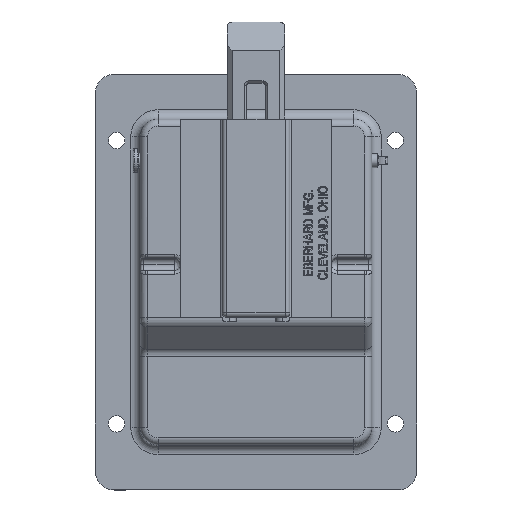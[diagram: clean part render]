
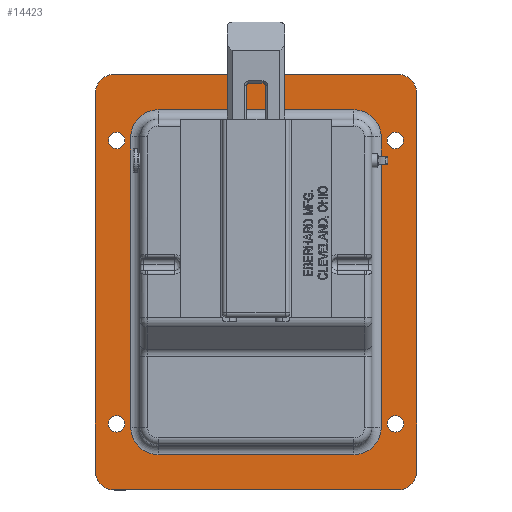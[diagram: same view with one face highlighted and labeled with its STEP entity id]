
A CAD part, top view. The second image highlights one B-rep face of the part: STEP entity #14423.
In plain terms, the highlighted planar face has unit normal (0, 0, 1).
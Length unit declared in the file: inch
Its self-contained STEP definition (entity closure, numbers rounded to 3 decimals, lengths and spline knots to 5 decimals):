
#63=FACE_BOUND('',#1974,.T.);
#64=FACE_BOUND('',#1975,.T.);
#65=FACE_BOUND('',#1976,.T.);
#66=FACE_BOUND('',#1977,.T.);
#67=FACE_BOUND('',#1978,.T.);
#274=PLANE('',#15288);
#794=CIRCLE('',#15243,0.109);
#796=CIRCLE('',#15246,0.109);
#798=CIRCLE('',#15249,0.109);
#800=CIRCLE('',#15252,0.109);
#805=CIRCLE('',#15259,0.3603);
#809=CIRCLE('',#15265,0.3603);
#813=CIRCLE('',#15271,0.3603);
#816=CIRCLE('',#15276,0.3603);
#824=CIRCLE('',#15289,0.25);
#825=CIRCLE('',#15290,0.25);
#826=CIRCLE('',#15291,0.25);
#827=CIRCLE('',#15292,0.25);
#1184=FACE_OUTER_BOUND('',#1973,.T.);
#1973=EDGE_LOOP('',(#9556,#9557,#9558,#9559,#9560,#9561,#9562,#9563));
#1974=EDGE_LOOP('',(#9564));
#1975=EDGE_LOOP('',(#9565));
#1976=EDGE_LOOP('',(#9566));
#1977=EDGE_LOOP('',(#9567));
#1978=EDGE_LOOP('',(#9568,#9569,#9570,#9571,#9572,#9573,#9574,#9575));
#2820=LINE('',#22065,#4201);
#2823=LINE('',#22080,#4204);
#2825=LINE('',#22092,#4206);
#2827=LINE('',#22104,#4208);
#2839=LINE('',#22149,#4220);
#2840=LINE('',#22153,#4221);
#2841=LINE('',#22157,#4222);
#2842=LINE('',#22160,#4223);
#4201=VECTOR('',#16422,0.3937);
#4204=VECTOR('',#16439,0.3937);
#4206=VECTOR('',#16453,0.3937);
#4208=VECTOR('',#16467,0.3937);
#4220=VECTOR('',#16511,0.3937);
#4221=VECTOR('',#16514,0.3937);
#4222=VECTOR('',#16517,0.3937);
#4223=VECTOR('',#16520,0.3937);
#5941=VERTEX_POINT('',#22039);
#5943=VERTEX_POINT('',#22045);
#5945=VERTEX_POINT('',#22051);
#5947=VERTEX_POINT('',#22057);
#5949=VERTEX_POINT('',#22062);
#5950=VERTEX_POINT('',#22064);
#5952=VERTEX_POINT('',#22070);
#5954=VERTEX_POINT('',#22076);
#5956=VERTEX_POINT('',#22082);
#5958=VERTEX_POINT('',#22088);
#5960=VERTEX_POINT('',#22094);
#5962=VERTEX_POINT('',#22100);
#5978=VERTEX_POINT('',#22145);
#5979=VERTEX_POINT('',#22146);
#5980=VERTEX_POINT('',#22148);
#5981=VERTEX_POINT('',#22150);
#5982=VERTEX_POINT('',#22152);
#5983=VERTEX_POINT('',#22154);
#5984=VERTEX_POINT('',#22156);
#5985=VERTEX_POINT('',#22158);
#7315=EDGE_CURVE('',#5941,#5941,#794,.T.);
#7318=EDGE_CURVE('',#5943,#5943,#796,.T.);
#7321=EDGE_CURVE('',#5945,#5945,#798,.T.);
#7324=EDGE_CURVE('',#5947,#5947,#800,.T.);
#7326=EDGE_CURVE('',#5949,#5950,#2820,.T.);
#7331=EDGE_CURVE('',#5950,#5952,#805,.T.);
#7334=EDGE_CURVE('',#5952,#5954,#2823,.T.);
#7337=EDGE_CURVE('',#5954,#5956,#809,.T.);
#7340=EDGE_CURVE('',#5956,#5958,#2825,.T.);
#7343=EDGE_CURVE('',#5958,#5960,#813,.T.);
#7346=EDGE_CURVE('',#5960,#5962,#2827,.T.);
#7348=EDGE_CURVE('',#5962,#5949,#816,.T.);
#7367=EDGE_CURVE('',#5978,#5979,#824,.T.);
#7368=EDGE_CURVE('',#5980,#5978,#2839,.T.);
#7369=EDGE_CURVE('',#5981,#5980,#825,.T.);
#7370=EDGE_CURVE('',#5982,#5981,#2840,.T.);
#7371=EDGE_CURVE('',#5983,#5982,#826,.T.);
#7372=EDGE_CURVE('',#5984,#5983,#2841,.T.);
#7373=EDGE_CURVE('',#5985,#5984,#827,.T.);
#7374=EDGE_CURVE('',#5979,#5985,#2842,.T.);
#9556=ORIENTED_EDGE('',*,*,#7367,.F.);
#9557=ORIENTED_EDGE('',*,*,#7368,.F.);
#9558=ORIENTED_EDGE('',*,*,#7369,.F.);
#9559=ORIENTED_EDGE('',*,*,#7370,.F.);
#9560=ORIENTED_EDGE('',*,*,#7371,.F.);
#9561=ORIENTED_EDGE('',*,*,#7372,.F.);
#9562=ORIENTED_EDGE('',*,*,#7373,.F.);
#9563=ORIENTED_EDGE('',*,*,#7374,.F.);
#9564=ORIENTED_EDGE('',*,*,#7315,.T.);
#9565=ORIENTED_EDGE('',*,*,#7318,.T.);
#9566=ORIENTED_EDGE('',*,*,#7321,.T.);
#9567=ORIENTED_EDGE('',*,*,#7324,.T.);
#9568=ORIENTED_EDGE('',*,*,#7326,.F.);
#9569=ORIENTED_EDGE('',*,*,#7348,.F.);
#9570=ORIENTED_EDGE('',*,*,#7346,.F.);
#9571=ORIENTED_EDGE('',*,*,#7343,.F.);
#9572=ORIENTED_EDGE('',*,*,#7340,.F.);
#9573=ORIENTED_EDGE('',*,*,#7337,.F.);
#9574=ORIENTED_EDGE('',*,*,#7334,.F.);
#9575=ORIENTED_EDGE('',*,*,#7331,.F.);
#14423=ADVANCED_FACE('',(#1184,#63,#64,#65,#66,#67),#274,.F.);
#15243=AXIS2_PLACEMENT_3D('',#22041,#16395,#16396);
#15246=AXIS2_PLACEMENT_3D('',#22047,#16402,#16403);
#15249=AXIS2_PLACEMENT_3D('',#22053,#16409,#16410);
#15252=AXIS2_PLACEMENT_3D('',#22059,#16416,#16417);
#15259=AXIS2_PLACEMENT_3D('',#22074,#16432,#16433);
#15265=AXIS2_PLACEMENT_3D('',#22086,#16446,#16447);
#15271=AXIS2_PLACEMENT_3D('',#22098,#16460,#16461);
#15276=AXIS2_PLACEMENT_3D('',#22107,#16472,#16473);
#15288=AXIS2_PLACEMENT_3D('',#22144,#16507,#16508);
#15289=AXIS2_PLACEMENT_3D('',#22147,#16509,#16510);
#15290=AXIS2_PLACEMENT_3D('',#22151,#16512,#16513);
#15291=AXIS2_PLACEMENT_3D('',#22155,#16515,#16516);
#15292=AXIS2_PLACEMENT_3D('',#22159,#16518,#16519);
#16395=DIRECTION('center_axis',(0.,0.,
-1.));
#16396=DIRECTION('ref_axis',(-1.,0.,0.));
#16402=DIRECTION('center_axis',(0.,0.,
-1.));
#16403=DIRECTION('ref_axis',(-1.,0.,0.));
#16409=DIRECTION('center_axis',(0.,0.,
-1.));
#16410=DIRECTION('ref_axis',(-1.,0.,0.));
#16416=DIRECTION('center_axis',(0.,0.,
-1.));
#16417=DIRECTION('ref_axis',(-1.,0.,0.));
#16422=DIRECTION('',(0.,-1.,0.));
#16432=DIRECTION('center_axis',(0.,0.,
1.));
#16433=DIRECTION('ref_axis',(-0.707,-0.707,0.));
#16439=DIRECTION('',(1.,0.,0.));
#16446=DIRECTION('center_axis',(0.,0.,
1.));
#16447=DIRECTION('ref_axis',(0.707,-0.707,0.));
#16453=DIRECTION('',(0.,1.,0.));
#16460=DIRECTION('center_axis',(0.,0.,
1.));
#16461=DIRECTION('ref_axis',(0.707,0.707,0.));
#16467=DIRECTION('',(-1.,0.,0.));
#16472=DIRECTION('center_axis',(0.,0.,
1.));
#16473=DIRECTION('ref_axis',(-0.707,0.707,0.));
#16507=DIRECTION('center_axis',(0.,0.,
-1.));
#16508=DIRECTION('ref_axis',(-1.,0.,0.));
#16509=DIRECTION('center_axis',(0.,0.,
-1.));
#16510=DIRECTION('ref_axis',(-0.707,-0.707,0.));
#16511=DIRECTION('',(-1.,0.,0.));
#16512=DIRECTION('center_axis',(0.,0.,
-1.));
#16513=DIRECTION('ref_axis',(0.707,-0.707,0.));
#16514=DIRECTION('',(0.,-1.,0.));
#16515=DIRECTION('center_axis',(0.,0.,
-1.));
#16516=DIRECTION('ref_axis',(0.707,0.707,0.));
#16517=DIRECTION('',(1.,0.,0.));
#16518=DIRECTION('center_axis',(0.,0.,
-1.));
#16519=DIRECTION('ref_axis',(-0.707,0.707,0.));
#16520=DIRECTION('',(0.,1.,0.));
#22039=CARTESIAN_POINT('',(1.8905,-0.35514,0.0478));
#22041=CARTESIAN_POINT('Origin',(1.7815,-0.35514,0.0478));
#22045=CARTESIAN_POINT('',(-1.7975,3.39486,0.0478));
#22047=CARTESIAN_POINT('Origin',(-1.9065,3.39486,0.0478));
#22051=CARTESIAN_POINT('',(1.8905,3.39486,0.0478));
#22053=CARTESIAN_POINT('Origin',(1.7815,3.39486,0.0478));
#22057=CARTESIAN_POINT('',(-1.7975,-0.35514,0.0478));
#22059=CARTESIAN_POINT('Origin',(-1.9065,-0.35514,0.0478));
#22062=CARTESIAN_POINT('',(-1.7197,3.44161,0.0478));
#22064=CARTESIAN_POINT('',(-1.7197,-0.40189,0.0478));
#22065=CARTESIAN_POINT('',(-1.7197,2.59838,0.0478));
#22070=CARTESIAN_POINT('',(-1.3594,-0.76219,0.0478));
#22074=CARTESIAN_POINT('Origin',(-1.3594,-0.40189,0.0478));
#22076=CARTESIAN_POINT('',(1.2344,-0.76219,0.0478));
#22080=CARTESIAN_POINT('',(-0.8286,-0.76219,0.0478));
#22082=CARTESIAN_POINT('',(1.5947,-0.40189,0.0478));
#22086=CARTESIAN_POINT('Origin',(1.2344,-0.40189,0.0478));
#22088=CARTESIAN_POINT('',(1.5947,3.44161,0.0478));
#22092=CARTESIAN_POINT('',(1.5947,0.44133,0.0478));
#22094=CARTESIAN_POINT('',(1.2344,3.80191,0.0478));
#22098=CARTESIAN_POINT('Origin',(1.2344,3.44161,0.0478));
#22100=CARTESIAN_POINT('',(-1.3594,3.80191,0.0478));
#22104=CARTESIAN_POINT('',(0.7036,3.80191,0.0478));
#22107=CARTESIAN_POINT('Origin',(-1.3594,3.44161,0.0478));
#22144=CARTESIAN_POINT('Origin',(-0.0625,1.51986,0.0478));
#22145=CARTESIAN_POINT('',(-1.9375,-1.23014,0.0478));
#22146=CARTESIAN_POINT('',(-2.1875,-0.98014,0.0478));
#22147=CARTESIAN_POINT('Origin',(-1.9375,-0.98014,0.0478));
#22148=CARTESIAN_POINT('',(1.8125,-1.23014,0.0478));
#22149=CARTESIAN_POINT('',(1.,-1.23014,0.0478));
#22150=CARTESIAN_POINT('',(2.0625,-0.98014,0.0478));
#22151=CARTESIAN_POINT('Origin',(1.8125,-0.98014,0.0478));
#22152=CARTESIAN_POINT('',(2.0625,4.01986,0.0478));
#22153=CARTESIAN_POINT('',(2.0625,2.89486,0.0478));
#22154=CARTESIAN_POINT('',(1.8125,4.26986,0.0478));
#22155=CARTESIAN_POINT('Origin',(1.8125,4.01986,0.0478));
#22156=CARTESIAN_POINT('',(-1.9375,4.26986,0.0478));
#22157=CARTESIAN_POINT('',(-1.125,4.26986,0.0478));
#22158=CARTESIAN_POINT('',(-2.1875,4.01986,0.0478));
#22159=CARTESIAN_POINT('Origin',(-1.9375,4.01986,0.0478));
#22160=CARTESIAN_POINT('',(-2.1875,0.14486,0.0478));
